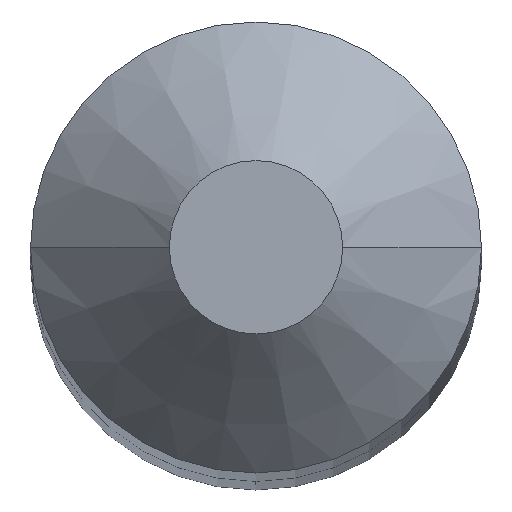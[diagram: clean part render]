
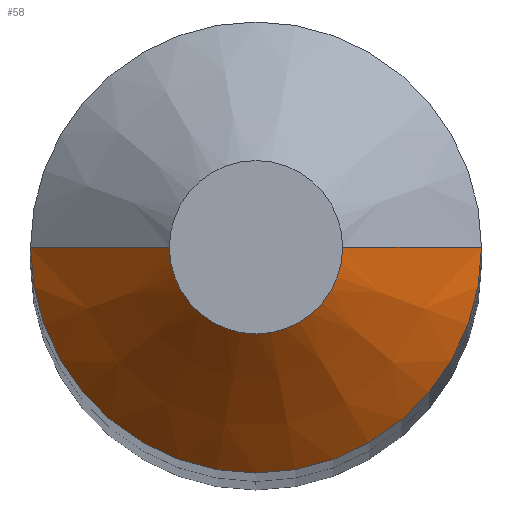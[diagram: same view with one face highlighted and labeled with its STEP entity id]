
A CAD part, top view. The second image highlights one B-rep face of the part: STEP entity #58.
In plain terms, the highlighted conical face has half-angle 45 degrees and reference radius 1.289 mm.
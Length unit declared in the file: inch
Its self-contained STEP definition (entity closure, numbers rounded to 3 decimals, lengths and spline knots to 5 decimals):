
#2 = ORIENTED_EDGE ( 'NONE', *, *, #175, .F. ) ;
#6 = CARTESIAN_POINT ( 'NONE',  ( 0., 0., -0.03125 ) ) ;
#27 = CARTESIAN_POINT ( 'NONE',  ( -0.05075, 0., -0.03125 ) ) ;
#28 = DIRECTION ( 'NONE',  ( 0., 0., 1. ) ) ;
#39 = CARTESIAN_POINT ( 'NONE',  ( 0.0195, 0., 0. ) ) ;
#50 = ORIENTED_EDGE ( 'NONE', *, *, #302, .T. ) ;
#58 = ADVANCED_FACE ( 'NONE', ( #262 ), #241, .T. ) ;
#64 = VECTOR ( 'NONE', #192, 39.37008 ) ;
#68 = LINE ( 'NONE', #72, #64 ) ;
#72 = CARTESIAN_POINT ( 'NONE',  ( -0.05075, 0., -0.03125 ) ) ;
#76 = VERTEX_POINT ( 'NONE', #27 ) ;
#84 = DIRECTION ( 'NONE',  ( -1., 0., 0. ) ) ;
#85 = AXIS2_PLACEMENT_3D ( 'NONE', #6, #186, #222 ) ;
#106 = VERTEX_POINT ( 'NONE', #327 ) ;
#109 = ORIENTED_EDGE ( 'NONE', *, *, #191, .F. ) ;
#147 = DIRECTION ( 'NONE',  ( 0., 0., -1. ) ) ;
#172 = CIRCLE ( 'NONE', #85, 0.05075 ) ;
#175 = EDGE_CURVE ( 'NONE', #258, #291, #242, .T. ) ;
#176 = EDGE_LOOP ( 'NONE', ( #2, #109, #203, #50 ) ) ;
#179 = CARTESIAN_POINT ( 'NONE',  ( 0.05075, 0., -0.03125 ) ) ;
#186 = DIRECTION ( 'NONE',  ( 0., 0., 1. ) ) ;
#191 = EDGE_CURVE ( 'NONE', #106, #258, #272, .T. ) ;
#192 = DIRECTION ( 'NONE',  ( -0.707, 0., -0.707 ) ) ;
#203 = ORIENTED_EDGE ( 'NONE', *, *, #341, .T. ) ;
#222 = DIRECTION ( 'NONE',  ( 1., 0., 0. ) ) ;
#241 = CONICAL_SURFACE ( 'NONE', #259, 0.05075, 0.785 ) ;
#242 = LINE ( 'NONE', #179, #363 ) ;
#258 = VERTEX_POINT ( 'NONE', #39 ) ;
#259 = AXIS2_PLACEMENT_3D ( 'NONE', #349, #147, #84 ) ;
#262 = FACE_OUTER_BOUND ( 'NONE', #176, .T. ) ;
#272 = CIRCLE ( 'NONE', #334, 0.0195 ) ;
#291 = VERTEX_POINT ( 'NONE', #331 ) ;
#297 = DIRECTION ( 'NONE',  ( 0.707, 0., -0.707 ) ) ;
#302 = EDGE_CURVE ( 'NONE', #76, #291, #172, .T. ) ;
#327 = CARTESIAN_POINT ( 'NONE',  ( -0.0195, 0., 0. ) ) ;
#331 = CARTESIAN_POINT ( 'NONE',  ( 0.05075, 0., -0.03125 ) ) ;
#334 = AXIS2_PLACEMENT_3D ( 'NONE', #382, #28, #360 ) ;
#341 = EDGE_CURVE ( 'NONE', #106, #76, #68, .T. ) ;
#349 = CARTESIAN_POINT ( 'NONE',  ( 0., 0., -0.03125 ) ) ;
#360 = DIRECTION ( 'NONE',  ( 1., 0., 0. ) ) ;
#363 = VECTOR ( 'NONE', #297, 39.37008 ) ;
#382 = CARTESIAN_POINT ( 'NONE',  ( 0., 0., 0. ) ) ;
